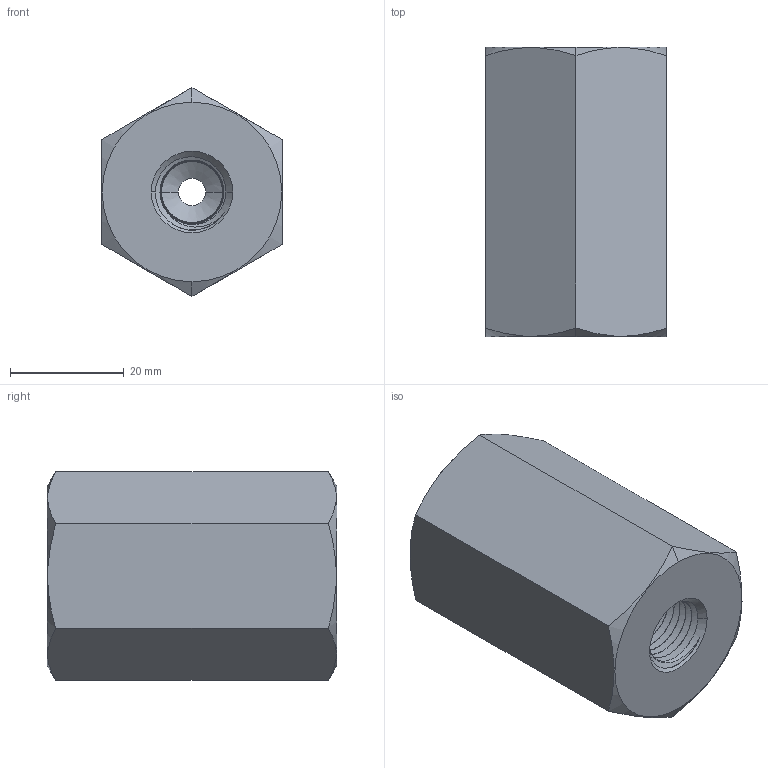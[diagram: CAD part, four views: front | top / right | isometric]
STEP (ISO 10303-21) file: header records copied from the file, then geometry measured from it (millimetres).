
FILE_DESCRIPTION (( 'STEP AP203' ), '1' );
FILE_NAME ('AD-580FBR-4FNPT.STEP', '2025-08-04T16:41:53', ( '' ), ( '' ), 'SwSTEP 2.0', 'SolidWorks 2018', '' );
FILE_SCHEMA (( 'CONFIG_CONTROL_DESIGN' ));
Length unit declared in the file: inch
Products named in the file (1): AD-580FBR-4FNPT
Bounding box: 31.75 x 50.8 x 36.66 mm (x, y, z)
Volume: 33047.2 mm3; surface area: 10595.2 mm2
Topology: 1 solids, 1 shells, 218 faces, 570 edges, 370 vertices
Faces by surface type: bspline 84, plane 65, cone 35, cylinder 24, torus 10
Entity records: 18352 total; most frequent: CARTESIAN_POINT 13611, ORIENTED_EDGE 1140, DIRECTION 645, EDGE_CURVE 570, VERTEX_POINT 370, VECTOR 265, LINE 265, B_SPLINE_CURVE_WITH_KNOTS 250
